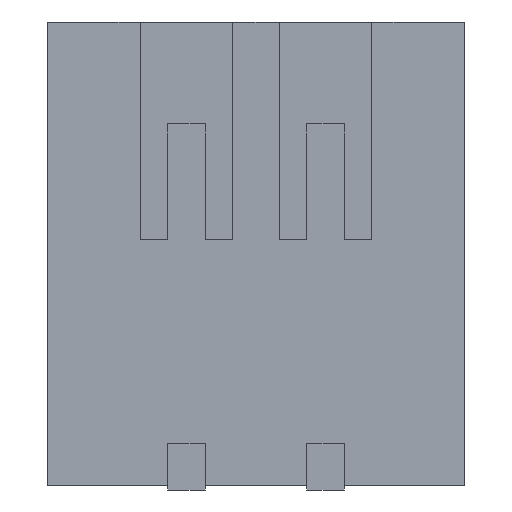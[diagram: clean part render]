
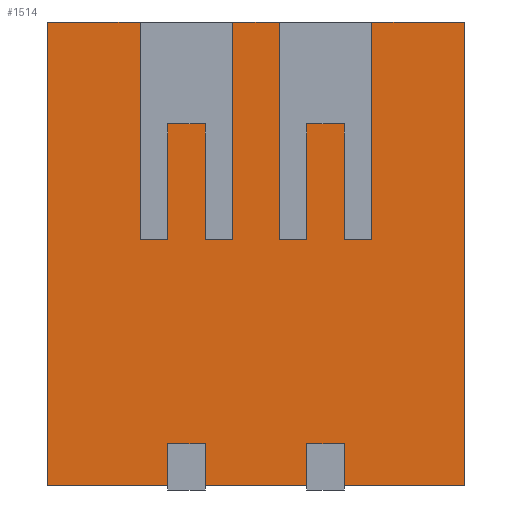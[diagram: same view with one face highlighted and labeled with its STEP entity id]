
A CAD part, front view. The second image highlights one B-rep face of the part: STEP entity #1514.
In plain terms, the highlighted planar face has unit normal (0, -1, 0).
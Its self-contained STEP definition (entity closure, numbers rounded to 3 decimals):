
#30=DIRECTION('',(1.,0.,0.));
#31=VECTOR('',#30,0.5);
#32=CARTESIAN_POINT('',(-0.25,-2.225,0.));
#33=LINE('',#32,#31);
#46=DIRECTION('',(1.,0.,0.));
#47=VECTOR('',#46,1.);
#48=CARTESIAN_POINT('',(-2.25,-2.225,0.));
#49=LINE('',#48,#47);
#62=DIRECTION('',(1.,0.,0.));
#63=VECTOR('',#62,1.);
#64=CARTESIAN_POINT('',(1.25,-2.225,0.));
#65=LINE('',#64,#63);
#394=DIRECTION('',(0.,0.,-1.));
#395=VECTOR('',#394,1.25);
#396=CARTESIAN_POINT('',(0.55,-2.225,-1.1));
#397=LINE('',#396,#395);
#398=DIRECTION('',(1.,0.,0.));
#399=VECTOR('',#398,0.3);
#400=CARTESIAN_POINT('',(0.25,-2.225,-2.35));
#401=LINE('',#400,#399);
#402=DIRECTION('',(1.,0.,0.));
#403=VECTOR('',#402,0.4);
#404=CARTESIAN_POINT('',(0.55,-2.225,-1.1));
#405=LINE('',#404,#403);
#406=DIRECTION('',(1.,0.,0.));
#407=VECTOR('',#406,0.3);
#408=CARTESIAN_POINT('',(0.95,-2.225,-2.35));
#409=LINE('',#408,#407);
#410=DIRECTION('',(0.,0.,-1.));
#411=VECTOR('',#410,2.35);
#412=CARTESIAN_POINT('',(1.25,-2.225,0.));
#413=LINE('',#412,#411);
#414=DIRECTION('',(0.,0.,1.));
#415=VECTOR('',#414,0.45);
#416=CARTESIAN_POINT('',(0.95,-2.225,-5.));
#417=LINE('',#416,#415);
#418=DIRECTION('',(1.,0.,0.));
#419=VECTOR('',#418,0.4);
#420=CARTESIAN_POINT('',(0.55,-2.225,-4.55));
#421=LINE('',#420,#419);
#422=DIRECTION('',(0.,0.,1.));
#423=VECTOR('',#422,0.45);
#424=CARTESIAN_POINT('',(0.55,-2.225,-5.));
#425=LINE('',#424,#423);
#426=DIRECTION('',(0.,0.,1.));
#427=VECTOR('',#426,0.45);
#428=CARTESIAN_POINT('',(-0.55,-2.225,-5.));
#429=LINE('',#428,#427);
#430=DIRECTION('',(1.,0.,0.));
#431=VECTOR('',#430,0.4);
#432=CARTESIAN_POINT('',(-0.95,-2.225,-4.55));
#433=LINE('',#432,#431);
#434=DIRECTION('',(0.,0.,1.));
#435=VECTOR('',#434,0.45);
#436=CARTESIAN_POINT('',(-0.95,-2.225,-5.));
#437=LINE('',#436,#435);
#438=DIRECTION('',(0.,0.,-1.));
#439=VECTOR('',#438,5.);
#440=CARTESIAN_POINT('',(-2.25,-2.225,0.));
#441=LINE('',#440,#439);
#442=DIRECTION('',(0.,0.,-1.));
#443=VECTOR('',#442,2.35);
#444=CARTESIAN_POINT('',(-1.25,-2.225,0.));
#445=LINE('',#444,#443);
#446=DIRECTION('',(1.,0.,0.));
#447=VECTOR('',#446,0.3);
#448=CARTESIAN_POINT('',(-1.25,-2.225,-2.35));
#449=LINE('',#448,#447);
#450=DIRECTION('',(1.,0.,0.));
#451=VECTOR('',#450,0.4);
#452=CARTESIAN_POINT('',(-0.95,-2.225,-1.1));
#453=LINE('',#452,#451);
#454=DIRECTION('',(1.,0.,0.));
#455=VECTOR('',#454,0.3);
#456=CARTESIAN_POINT('',(-0.55,-2.225,-2.35));
#457=LINE('',#456,#455);
#458=DIRECTION('',(0.,0.,-1.));
#459=VECTOR('',#458,2.35);
#460=CARTESIAN_POINT('',(-0.25,-2.225,0.));
#461=LINE('',#460,#459);
#462=DIRECTION('',(0.,0.,-1.));
#463=VECTOR('',#462,2.35);
#464=CARTESIAN_POINT('',(0.25,-2.225,0.));
#465=LINE('',#464,#463);
#490=DIRECTION('',(0.,0.,-1.));
#491=VECTOR('',#490,1.25);
#492=CARTESIAN_POINT('',(0.95,-2.225,-1.1));
#493=LINE('',#492,#491);
#502=DIRECTION('',(1.,0.,0.));
#503=VECTOR('',#502,1.1);
#504=CARTESIAN_POINT('',(-0.55,-2.225,-5.));
#505=LINE('',#504,#503);
#510=DIRECTION('',(1.,0.,0.));
#511=VECTOR('',#510,1.3);
#512=CARTESIAN_POINT('',(0.95,-2.225,-5.));
#513=LINE('',#512,#511);
#526=DIRECTION('',(1.,0.,0.));
#527=VECTOR('',#526,1.3);
#528=CARTESIAN_POINT('',(-2.25,-2.225,-5.));
#529=LINE('',#528,#527);
#534=DIRECTION('',(0.,0.,-1.));
#535=VECTOR('',#534,5.);
#536=CARTESIAN_POINT('',(2.25,-2.225,0.));
#537=LINE('',#536,#535);
#574=DIRECTION('',(0.,0.,-1.));
#575=VECTOR('',#574,1.25);
#576=CARTESIAN_POINT('',(-0.95,-2.225,-1.1));
#577=LINE('',#576,#575);
#594=DIRECTION('',(0.,0.,-1.));
#595=VECTOR('',#594,1.25);
#596=CARTESIAN_POINT('',(-0.55,-2.225,-1.1));
#597=LINE('',#596,#595);
#667=CARTESIAN_POINT('',(-2.25,-2.225,0.));
#669=VERTEX_POINT('',#667);
#670=CARTESIAN_POINT('',(2.25,-2.225,0.));
#672=VERTEX_POINT('',#670);
#675=CARTESIAN_POINT('',(-2.25,-2.225,-5.));
#677=VERTEX_POINT('',#675);
#678=CARTESIAN_POINT('',(2.25,-2.225,-5.));
#680=VERTEX_POINT('',#678);
#710=CARTESIAN_POINT('',(-0.25,-2.225,0.));
#712=VERTEX_POINT('',#710);
#716=CARTESIAN_POINT('',(-1.25,-2.225,0.));
#717=VERTEX_POINT('',#716);
#718=CARTESIAN_POINT('',(-0.25,-2.225,-2.35));
#719=VERTEX_POINT('',#718);
#720=CARTESIAN_POINT('',(-1.25,-2.225,-2.35));
#721=VERTEX_POINT('',#720);
#745=CARTESIAN_POINT('',(-0.95,-2.225,-1.1));
#747=VERTEX_POINT('',#745);
#755=CARTESIAN_POINT('',(-0.55,-2.225,-1.1));
#757=VERTEX_POINT('',#755);
#758=CARTESIAN_POINT('',(-0.95,-2.225,-5.));
#759=CARTESIAN_POINT('',(-0.95,-2.225,-4.55));
#760=VERTEX_POINT('',#758);
#761=VERTEX_POINT('',#759);
#762=CARTESIAN_POINT('',(-0.55,-2.225,-5.));
#763=CARTESIAN_POINT('',(-0.55,-2.225,-4.55));
#764=VERTEX_POINT('',#762);
#765=VERTEX_POINT('',#763);
#766=CARTESIAN_POINT('',(-0.95,-2.225,-2.35));
#768=VERTEX_POINT('',#766);
#770=CARTESIAN_POINT('',(-0.55,-2.225,-2.35));
#772=VERTEX_POINT('',#770);
#778=CARTESIAN_POINT('',(1.25,-2.225,-2.35));
#779=VERTEX_POINT('',#778);
#780=CARTESIAN_POINT('',(0.25,-2.225,-2.35));
#781=VERTEX_POINT('',#780);
#809=CARTESIAN_POINT('',(0.55,-2.225,-1.1));
#811=VERTEX_POINT('',#809);
#819=CARTESIAN_POINT('',(0.95,-2.225,-1.1));
#821=VERTEX_POINT('',#819);
#822=CARTESIAN_POINT('',(0.55,-2.225,-4.55));
#823=VERTEX_POINT('',#822);
#826=CARTESIAN_POINT('',(0.55,-2.225,-2.35));
#827=VERTEX_POINT('',#826);
#828=CARTESIAN_POINT('',(0.95,-2.225,-4.55));
#829=VERTEX_POINT('',#828);
#832=CARTESIAN_POINT('',(0.95,-2.225,-2.35));
#833=VERTEX_POINT('',#832);
#834=CARTESIAN_POINT('',(1.25,-2.225,0.));
#835=VERTEX_POINT('',#834);
#836=CARTESIAN_POINT('',(0.25,-2.225,0.));
#837=VERTEX_POINT('',#836);
#838=CARTESIAN_POINT('',(0.55,-2.225,-5.));
#839=VERTEX_POINT('',#838);
#840=CARTESIAN_POINT('',(0.95,-2.225,-5.));
#841=VERTEX_POINT('',#840);
#1460=CARTESIAN_POINT('',(-2.25,-2.225,0.));
#1461=DIRECTION('',(0.,-1.,0.));
#1462=DIRECTION('',(1.,0.,0.));
#1463=AXIS2_PLACEMENT_3D('',#1460,#1461,#1462);
#1464=PLANE('',#1463);
#1465=ORIENTED_EDGE('',*,*,#1396,.T.);
#1466=ORIENTED_EDGE('',*,*,#1439,.F.);
#1468=ORIENTED_EDGE('',*,*,#1467,.T.);
#1470=ORIENTED_EDGE('',*,*,#1469,.T.);
#1471=ORIENTED_EDGE('',*,*,#1403,.T.);
#1472=ORIENTED_EDGE('',*,*,#1384,.F.);
#1473=ORIENTED_EDGE('',*,*,#909,.T.);
#1475=ORIENTED_EDGE('',*,*,#1474,.T.);
#1477=ORIENTED_EDGE('',*,*,#1476,.F.);
#1479=ORIENTED_EDGE('',*,*,#1478,.T.);
#1480=ORIENTED_EDGE('',*,*,#1451,.F.);
#1481=ORIENTED_EDGE('',*,*,#1425,.F.);
#1483=ORIENTED_EDGE('',*,*,#1482,.F.);
#1485=ORIENTED_EDGE('',*,*,#1484,.T.);
#1487=ORIENTED_EDGE('',*,*,#1486,.F.);
#1489=ORIENTED_EDGE('',*,*,#1488,.F.);
#1491=ORIENTED_EDGE('',*,*,#1490,.F.);
#1493=ORIENTED_EDGE('',*,*,#1492,.F.);
#1494=ORIENTED_EDGE('',*,*,#901,.T.);
#1496=ORIENTED_EDGE('',*,*,#1495,.T.);
#1498=ORIENTED_EDGE('',*,*,#1497,.T.);
#1500=ORIENTED_EDGE('',*,*,#1499,.F.);
#1502=ORIENTED_EDGE('',*,*,#1501,.T.);
#1504=ORIENTED_EDGE('',*,*,#1503,.T.);
#1506=ORIENTED_EDGE('',*,*,#1505,.T.);
#1508=ORIENTED_EDGE('',*,*,#1507,.F.);
#1509=ORIENTED_EDGE('',*,*,#893,.T.);
#1511=ORIENTED_EDGE('',*,*,#1510,.T.);
#1512=EDGE_LOOP('',(#1465,#1466,#1468,#1470,#1471,#1472,#1473,#1475,#1477,#1479,
#1480,#1481,#1483,#1485,#1487,#1489,#1491,#1493,#1494,#1496,#1498,#1500,#1502,
#1504,#1506,#1508,#1509,#1511));
#1513=FACE_OUTER_BOUND('',#1512,.F.);
#893=EDGE_CURVE('',#712,#837,#33,.T.);
#901=EDGE_CURVE('',#669,#717,#49,.T.);
#909=EDGE_CURVE('',#835,#672,#65,.T.);
#1384=EDGE_CURVE('',#835,#779,#413,.T.);
#1396=EDGE_CURVE('',#781,#827,#401,.T.);
#1403=EDGE_CURVE('',#833,#779,#409,.T.);
#1425=EDGE_CURVE('',#839,#823,#425,.T.);
#1439=EDGE_CURVE('',#811,#827,#397,.T.);
#1451=EDGE_CURVE('',#823,#829,#421,.T.);
#1467=EDGE_CURVE('',#811,#821,#405,.T.);
#1469=EDGE_CURVE('',#821,#833,#493,.T.);
#1474=EDGE_CURVE('',#672,#680,#537,.T.);
#1476=EDGE_CURVE('',#841,#680,#513,.T.);
#1478=EDGE_CURVE('',#841,#829,#417,.T.);
#1482=EDGE_CURVE('',#764,#839,#505,.T.);
#1484=EDGE_CURVE('',#764,#765,#429,.T.);
#1486=EDGE_CURVE('',#761,#765,#433,.T.);
#1488=EDGE_CURVE('',#760,#761,#437,.T.);
#1490=EDGE_CURVE('',#677,#760,#529,.T.);
#1492=EDGE_CURVE('',#669,#677,#441,.T.);
#1495=EDGE_CURVE('',#717,#721,#445,.T.);
#1497=EDGE_CURVE('',#721,#768,#449,.T.);
#1499=EDGE_CURVE('',#747,#768,#577,.T.);
#1501=EDGE_CURVE('',#747,#757,#453,.T.);
#1503=EDGE_CURVE('',#757,#772,#597,.T.);
#1505=EDGE_CURVE('',#772,#719,#457,.T.);
#1507=EDGE_CURVE('',#712,#719,#461,.T.);
#1510=EDGE_CURVE('',#837,#781,#465,.T.);
#1514=ADVANCED_FACE('',(#1513),#1464,.T.);
